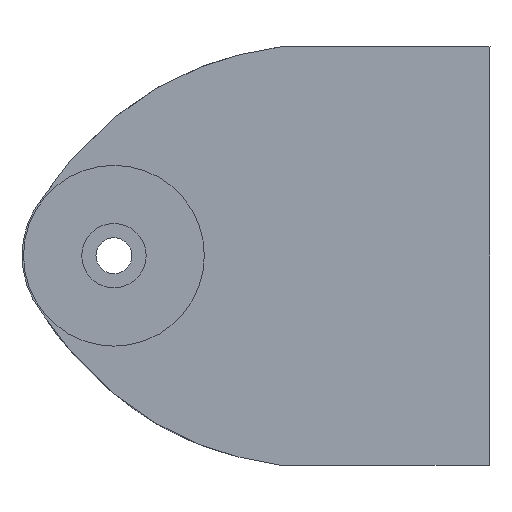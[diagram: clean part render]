
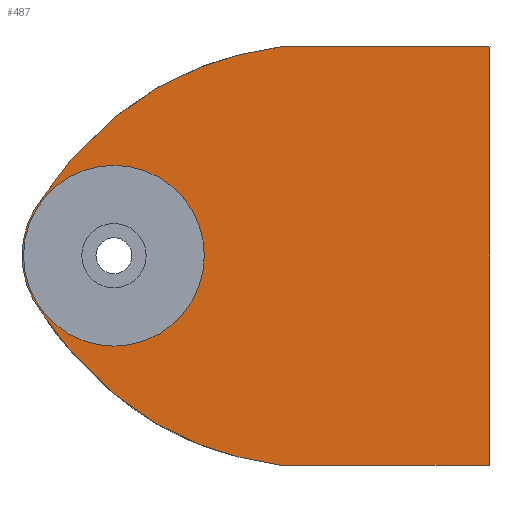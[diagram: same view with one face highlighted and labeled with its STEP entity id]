
A CAD part, front view. The second image highlights one B-rep face of the part: STEP entity #487.
In plain terms, the highlighted planar face has unit normal (0, -1, 0).
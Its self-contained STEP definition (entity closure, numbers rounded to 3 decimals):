
#15=(
BOUNDED_CURVE()
B_SPLINE_CURVE(5,(#1045,#1046,#1047,#1048,#1049,#1050,#1051,#1052,#1053,
#1054,#1055,#1056,#1057,#1058,#1059,#1060,#1061,#1062,#1063,#1064),
 .UNSPECIFIED.,.F.,.F.)
B_SPLINE_CURVE_WITH_KNOTS((6,1,1,1,1,1,1,1,1,1,1,1,1,1,1,6),(0.,0.067,
0.133,0.2,0.267,0.333,0.4,0.467,
0.533,0.6,0.667,0.733,0.8,0.867,
0.933,1.),.UNSPECIFIED.)
CURVE()
GEOMETRIC_REPRESENTATION_ITEM()
RATIONAL_B_SPLINE_CURVE((1.,1.,1.,1.,1.,1.,1.,1.,1.,1.,1.,1.,1.,1.,1.,1.,
1.,1.,1.,1.))
REPRESENTATION_ITEM('')
);
#16=(
BOUNDED_CURVE()
B_SPLINE_CURVE(5,(#1111,#1112,#1113,#1114,#1115,#1116,#1117,#1118,#1119,
#1120,#1121,#1122,#1123,#1124,#1125,#1126,#1127,#1128,#1129,#1130),
 .UNSPECIFIED.,.F.,.F.)
B_SPLINE_CURVE_WITH_KNOTS((6,1,1,1,1,1,1,1,1,1,1,1,1,1,1,6),(0.,0.067,
0.133,0.2,0.267,0.333,0.4,0.467,
0.533,0.6,0.667,0.733,0.8,0.867,
0.933,1.),.UNSPECIFIED.)
CURVE()
GEOMETRIC_REPRESENTATION_ITEM()
RATIONAL_B_SPLINE_CURVE((1.,1.,1.,1.,1.,1.,1.,1.,1.,1.,1.,1.,1.,1.,1.,1.,
1.,1.,1.,1.))
REPRESENTATION_ITEM('')
);
#51=LINE('',#924,#83);
#60=LINE('',#1066,#92);
#62=LINE('',#1070,#94);
#83=VECTOR('',#618,10.);
#92=VECTOR('',#659,10.);
#94=VECTOR('',#663,10.);
#111=FACE_BOUND('',#173,.T.);
#138=FACE_OUTER_BOUND('',#172,.T.);
#172=EDGE_LOOP('',(#427,#428,#429,#430,#431,#432));
#173=EDGE_LOOP('',(#433));
#184=CIRCLE('',#512,10.82);
#185=CIRCLE('',#514,11.);
#208=VERTEX_POINT('',#694);
#209=VERTEX_POINT('',#698);
#210=VERTEX_POINT('',#699);
#234=VERTEX_POINT('',#921);
#235=VERTEX_POINT('',#923);
#244=VERTEX_POINT('',#1043);
#245=VERTEX_POINT('',#1068);
#253=EDGE_CURVE('',#208,#208,#184,.T.);
#254=EDGE_CURVE('',#209,#210,#185,.T.);
#288=EDGE_CURVE('',#234,#235,#51,.T.);
#305=EDGE_CURVE('',#209,#244,#15,.T.);
#306=EDGE_CURVE('',#244,#235,#60,.T.);
#308=EDGE_CURVE('',#245,#234,#62,.T.);
#309=EDGE_CURVE('',#210,#245,#16,.T.);
#427=ORIENTED_EDGE('',*,*,#305,.T.);
#428=ORIENTED_EDGE('',*,*,#306,.T.);
#429=ORIENTED_EDGE('',*,*,#288,.F.);
#430=ORIENTED_EDGE('',*,*,#308,.F.);
#431=ORIENTED_EDGE('',*,*,#309,.F.);
#432=ORIENTED_EDGE('',*,*,#254,.F.);
#433=ORIENTED_EDGE('',*,*,#253,.F.);
#460=PLANE('',#546);
#487=ADVANCED_FACE('',(#138,#111),#460,.F.);
#512=AXIS2_PLACEMENT_3D('',#696,#568,#569);
#514=AXIS2_PLACEMENT_3D('',#700,#572,#573);
#546=AXIS2_PLACEMENT_3D('',#1131,#664,#665);
#568=DIRECTION('center_axis',(0.,-1.,0.));
#569=DIRECTION('ref_axis',(1.,0.,0.));
#572=DIRECTION('center_axis',(0.,1.,0.));
#573=DIRECTION('ref_axis',(-1.,0.,0.));
#618=DIRECTION('',(-0.002,0.,-1.));
#659=DIRECTION('',(1.,0.,0.));
#663=DIRECTION('',(1.,0.,0.));
#664=DIRECTION('center_axis',(0.,1.,0.));
#665=DIRECTION('ref_axis',(-1.,0.,0.));
#694=CARTESIAN_POINT('',(-10.82,12.7,0.));
#696=CARTESIAN_POINT('Origin',(0.,12.7,0.));
#698=CARTESIAN_POINT('',(-8.704,12.7,-6.727));
#699=CARTESIAN_POINT('',(-8.679,12.7,6.758));
#700=CARTESIAN_POINT('Origin',(0.,12.7,0.));
#921=CARTESIAN_POINT('',(45.,12.7,25.));
#923=CARTESIAN_POINT('',(44.909,12.7,-25.073));
#924=CARTESIAN_POINT('',(45.,12.7,25.));
#1043=CARTESIAN_POINT('',(19.909,12.7,-25.073));
#1045=CARTESIAN_POINT('Ctrl Pts',(-8.704,12.7,-6.727));
#1046=CARTESIAN_POINT('Ctrl Pts',(-8.55,12.7,-6.978));
#1047=CARTESIAN_POINT('Ctrl Pts',(-8.228,12.7,-7.487));
#1048=CARTESIAN_POINT('Ctrl Pts',(-7.7,12.7,-8.272));
#1049=CARTESIAN_POINT('Ctrl Pts',(-6.903,12.7,-9.363));
#1050=CARTESIAN_POINT('Ctrl Pts',(-5.749,12.7,-10.797));
#1051=CARTESIAN_POINT('Ctrl Pts',(-4.435,12.7,-12.296));
#1052=CARTESIAN_POINT('Ctrl Pts',(-2.956,12.7,-13.845));
#1053=CARTESIAN_POINT('Ctrl Pts',(-1.313,12.7,-15.412));
#1054=CARTESIAN_POINT('Ctrl Pts',(0.489,12.7,-16.962));
#1055=CARTESIAN_POINT('Ctrl Pts',(2.445,12.7,-18.452));
#1056=CARTESIAN_POINT('Ctrl Pts',(4.55,12.7,-19.845));
#1057=CARTESIAN_POINT('Ctrl Pts',(6.796,12.7,-21.107));
#1058=CARTESIAN_POINT('Ctrl Pts',(9.176,12.7,-22.22));
#1059=CARTESIAN_POINT('Ctrl Pts',(11.681,12.7,-23.177));
#1060=CARTESIAN_POINT('Ctrl Pts',(14.303,12.7,-23.976));
#1061=CARTESIAN_POINT('Ctrl Pts',(16.491,12.7,-24.491));
#1062=CARTESIAN_POINT('Ctrl Pts',(18.181,12.7,-24.808));
#1063=CARTESIAN_POINT('Ctrl Pts',(19.329,12.7,-24.99));
#1064=CARTESIAN_POINT('Ctrl Pts',(19.909,12.7,-25.073));
#1066=CARTESIAN_POINT('',(19.909,12.7,-25.073));
#1068=CARTESIAN_POINT('',(20.,12.7,25.));
#1070=CARTESIAN_POINT('',(20.,12.7,25.));
#1111=CARTESIAN_POINT('Ctrl Pts',(-8.679,12.7,6.758));
#1112=CARTESIAN_POINT('Ctrl Pts',(-8.525,12.7,7.009));
#1113=CARTESIAN_POINT('Ctrl Pts',(-8.201,12.7,7.517));
#1114=CARTESIAN_POINT('Ctrl Pts',(-7.669,12.7,8.3));
#1115=CARTESIAN_POINT('Ctrl Pts',(-6.869,12.7,9.388));
#1116=CARTESIAN_POINT('Ctrl Pts',(-5.71,12.7,10.818));
#1117=CARTESIAN_POINT('Ctrl Pts',(-4.39,12.7,12.312));
#1118=CARTESIAN_POINT('Ctrl Pts',(-2.905,12.7,13.855));
#1119=CARTESIAN_POINT('Ctrl Pts',(-1.257,12.7,15.417));
#1120=CARTESIAN_POINT('Ctrl Pts',(0.55,12.7,16.96));
#1121=CARTESIAN_POINT('Ctrl Pts',(2.512,12.7,18.443));
#1122=CARTESIAN_POINT('Ctrl Pts',(4.622,12.7,19.828));
#1123=CARTESIAN_POINT('Ctrl Pts',(6.873,12.7,21.082));
#1124=CARTESIAN_POINT('Ctrl Pts',(9.257,12.7,22.187));
#1125=CARTESIAN_POINT('Ctrl Pts',(11.765,12.7,23.135));
#1126=CARTESIAN_POINT('Ctrl Pts',(14.391,12.7,23.924));
#1127=CARTESIAN_POINT('Ctrl Pts',(16.58,12.7,24.431));
#1128=CARTESIAN_POINT('Ctrl Pts',(18.271,12.7,24.742));
#1129=CARTESIAN_POINT('Ctrl Pts',(19.42,12.7,24.919));
#1130=CARTESIAN_POINT('Ctrl Pts',(20.,12.7,25.));
#1131=CARTESIAN_POINT('Origin',(17.,12.7,-0.036));
